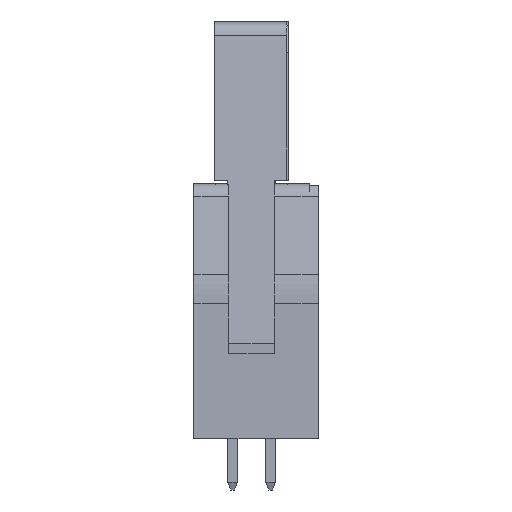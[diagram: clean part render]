
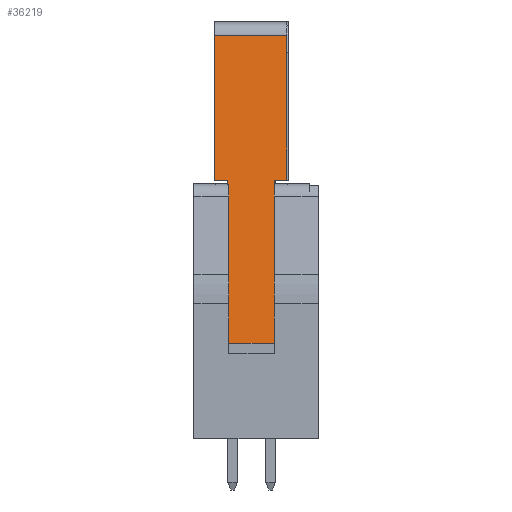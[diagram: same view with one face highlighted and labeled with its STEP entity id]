
A CAD part, front view. The second image highlights one B-rep face of the part: STEP entity #36219.
In plain terms, the highlighted face is planar.
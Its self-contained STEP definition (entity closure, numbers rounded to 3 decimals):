
#2548=ORIENTED_EDGE('',*,*,#8189,.F.);
#2549=ORIENTED_EDGE('',*,*,#9037,.T.);
#2550=ORIENTED_EDGE('',*,*,#9041,.F.);
#2551=ORIENTED_EDGE('',*,*,#9042,.T.);
#2552=ORIENTED_EDGE('',*,*,#9043,.F.);
#2553=ORIENTED_EDGE('',*,*,#9044,.F.);
#2554=ORIENTED_EDGE('',*,*,#9045,.T.);
#2555=ORIENTED_EDGE('',*,*,#9046,.F.);
#2556=ORIENTED_EDGE('',*,*,#9047,.F.);
#2557=ORIENTED_EDGE('',*,*,#7752,.T.);
#7752=EDGE_CURVE('',#11423,#11424,#13647,.T.);
#8189=EDGE_CURVE('',#11769,#11424,#14071,.T.);
#9037=EDGE_CURVE('',#11769,#12297,#14878,.T.);
#9041=EDGE_CURVE('',#12300,#12297,#14882,.T.);
#9042=EDGE_CURVE('',#12300,#12301,#14883,.T.);
#9043=EDGE_CURVE('',#12302,#12301,#14884,.T.);
#9044=EDGE_CURVE('',#12303,#12302,#14885,.T.);
#9045=EDGE_CURVE('',#12303,#12304,#14886,.T.);
#9046=EDGE_CURVE('',#12305,#12304,#14887,.T.);
#9047=EDGE_CURVE('',#11423,#12305,#14888,.T.);
#11423=VERTEX_POINT('',#46386);
#11424=VERTEX_POINT('',#46387);
#11769=VERTEX_POINT('',#47299);
#12297=VERTEX_POINT('',#48825);
#12300=VERTEX_POINT('',#48835);
#12301=VERTEX_POINT('',#48837);
#12302=VERTEX_POINT('',#48839);
#12303=VERTEX_POINT('',#48841);
#12304=VERTEX_POINT('',#48843);
#12305=VERTEX_POINT('',#48845);
#13647=LINE('',#46385,#17228);
#14071=LINE('',#47300,#17652);
#14878=LINE('',#48826,#18459);
#14882=LINE('',#48834,#18463);
#14883=LINE('',#48836,#18464);
#14884=LINE('',#48838,#18465);
#14885=LINE('',#48840,#18466);
#14886=LINE('',#48842,#18467);
#14887=LINE('',#48844,#18468);
#14888=LINE('',#48846,#18469);
#17228=VECTOR('',#39397,1000.);
#17652=VECTOR('',#40109,1000.);
#18459=VECTOR('',#41298,1000.);
#18463=VECTOR('',#41306,1000.);
#18464=VECTOR('',#41307,1000.);
#18465=VECTOR('',#41308,1000.);
#18466=VECTOR('',#41309,1000.);
#18467=VECTOR('',#41310,1000.);
#18468=VECTOR('',#41311,1000.);
#18469=VECTOR('',#41312,1000.);
#20979=EDGE_LOOP('',(#2548,#2549,#2550,#2551,#2552,#2553,#2554,#2555,#2556,
#2557));
#22596=FACE_BOUND('',#20979,.T.);
#24113=PLANE('',#37799);
#36219=ADVANCED_FACE('',(#22596),#24113,.T.);
#37799=AXIS2_PLACEMENT_3D('',#48833,#41304,#41305);
#39397=DIRECTION('',(0.,1.,0.));
#40109=DIRECTION('',(-0.117,0.,0.993));
#41298=DIRECTION('',(0.,1.,0.));
#41304=DIRECTION('',(0.993,0.,0.117));
#41305=DIRECTION('',(0.117,0.,-0.993));
#41306=DIRECTION('',(0.117,0.,-0.993));
#41307=DIRECTION('',(0.,1.,0.));
#41308=DIRECTION('',(0.117,0.,-0.993));
#41309=DIRECTION('',(0.,1.,0.));
#41310=DIRECTION('',(0.117,0.,-0.993));
#41311=DIRECTION('',(0.,-1.,0.));
#41312=DIRECTION('',(-0.117,0.,0.993));
#46385=CARTESIAN_POINT('',(45.949,-4.15,11.948));
#46386=CARTESIAN_POINT('',(45.949,-1.925,11.948));
#46387=CARTESIAN_POINT('',(45.949,-1.825,11.948));
#47299=CARTESIAN_POINT('',(47.2,-1.825,1.366));
#47300=CARTESIAN_POINT('',(47.256,-1.825,0.892));
#48825=CARTESIAN_POINT('',(47.2,1.215,1.366));
#48826=CARTESIAN_POINT('',(47.2,-2.755,1.366));
#48833=CARTESIAN_POINT('',(44.55,-2.755,23.785));
#48834=CARTESIAN_POINT('',(45.914,1.215,12.249));
#48835=CARTESIAN_POINT('',(45.914,1.215,12.249));
#48836=CARTESIAN_POINT('',(45.914,1.215,12.249));
#48837=CARTESIAN_POINT('',(45.914,2.045,12.249));
#48838=CARTESIAN_POINT('',(44.55,2.045,23.785));
#48839=CARTESIAN_POINT('',(44.771,2.045,21.913));
#48840=CARTESIAN_POINT('',(44.771,-2.755,21.913));
#48841=CARTESIAN_POINT('',(44.771,-2.755,21.913));
#48842=CARTESIAN_POINT('',(44.55,-2.755,23.785));
#48843=CARTESIAN_POINT('',(45.914,-2.755,12.249));
#48844=CARTESIAN_POINT('',(45.914,-1.925,12.249));
#48845=CARTESIAN_POINT('',(45.914,-1.925,12.249));
#48846=CARTESIAN_POINT('',(45.914,-1.925,12.249));
